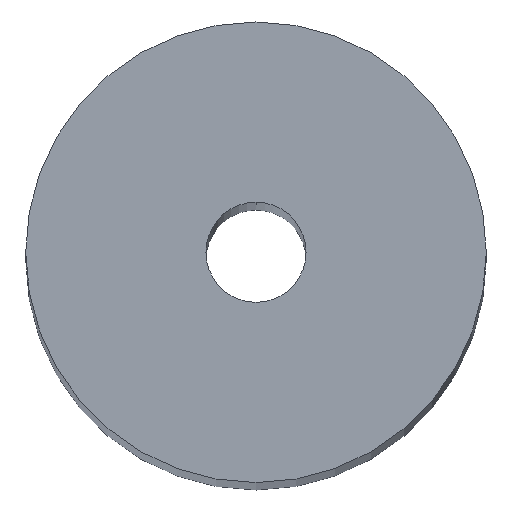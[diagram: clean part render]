
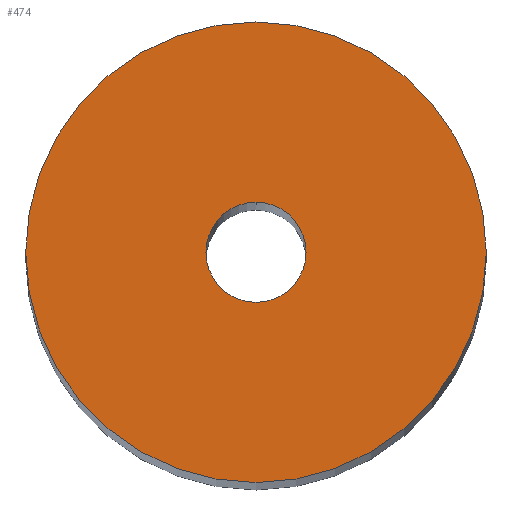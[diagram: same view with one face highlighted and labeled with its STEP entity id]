
A CAD part, top view. The second image highlights one B-rep face of the part: STEP entity #474.
In plain terms, the highlighted planar face has unit normal (0, 0, 1).
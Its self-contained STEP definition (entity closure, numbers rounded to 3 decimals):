
#472=VERTEX_POINT('NONE',#1186);
#474=ADVANCED_FACE('NONE',(#1188,#1189),#1190,.T.);
#490=EDGE_CURVE('NONE',#822,#472,#1208,.F.);
#524=VERTEX_POINT('NONE',#1245);
#664=EDGE_CURVE('NONE',#524,#794,#1395,.F.);
#794=VERTEX_POINT('NONE',#1543);
#822=VERTEX_POINT('NONE',#1574);
#1040=EDGE_CURVE('NONE',#472,#822,#1817,.T.);
#1056=EDGE_CURVE('NONE',#794,#524,#1835,.T.);
#1186=CARTESIAN_POINT('',(0.,-2.5,240.0));
#1188=FACE_OUTER_BOUND('',#2037,.T.);
#1189=FACE_BOUND('',#2038,.T.);
#1190=PLANE('',#2039);
#1208=CIRCLE('',#2071,2.5);
#1245=CARTESIAN_POINT('',(0.,-11.5,240.0));
#1395=CIRCLE('',#2367,11.5);
#1543=CARTESIAN_POINT('',(0.,11.5,240.0));
#1574=CARTESIAN_POINT('',(0.,2.5,240.0));
#1817=CIRCLE('',#3263,2.5);
#1835=CIRCLE('',#3287,11.5);
#2037=EDGE_LOOP('',(#3398,#3399));
#2038=EDGE_LOOP('',(#3400,#3401));
#2039=AXIS2_PLACEMENT_3D('',#3402,#3403,#3404);
#2071=AXIS2_PLACEMENT_3D('',#3421,#3422,#3423);
#2367=AXIS2_PLACEMENT_3D('',#3618,#3619,#3620);
#3263=AXIS2_PLACEMENT_3D('',#4166,#4167,#4168);
#3287=AXIS2_PLACEMENT_3D('',#4191,#4192,#4193);
#3398=ORIENTED_EDGE('',*,*,#1056,.F.);
#3399=ORIENTED_EDGE('',*,*,#664,.F.);
#3400=ORIENTED_EDGE('',*,*,#1040,.F.);
#3401=ORIENTED_EDGE('',*,*,#490,.F.);
#3402=CARTESIAN_POINT('',(0.,11.5,240.0));
#3403=DIRECTION('',(0.,0.,1.0));
#3404=DIRECTION('',(0.,1.0,0.));
#3421=CARTESIAN_POINT('',(0.,0.,240.0));
#3422=DIRECTION('',(0.,0.,-1.0));
#3423=DIRECTION('',(0.,-1.0,0.));
#3618=CARTESIAN_POINT('',(0.,0.,240.0));
#3619=DIRECTION('',(0.,0.,1.0));
#3620=DIRECTION('',(0.,1.0,0.));
#4166=CARTESIAN_POINT('',(0.,0.,240.0));
#4167=DIRECTION('',(0.,0.,1.0));
#4168=DIRECTION('',(0.,-1.0,0.));
#4191=CARTESIAN_POINT('',(0.,0.,240.0));
#4192=DIRECTION('',(0.,0.,-1.0));
#4193=DIRECTION('',(0.,1.0,0.));
